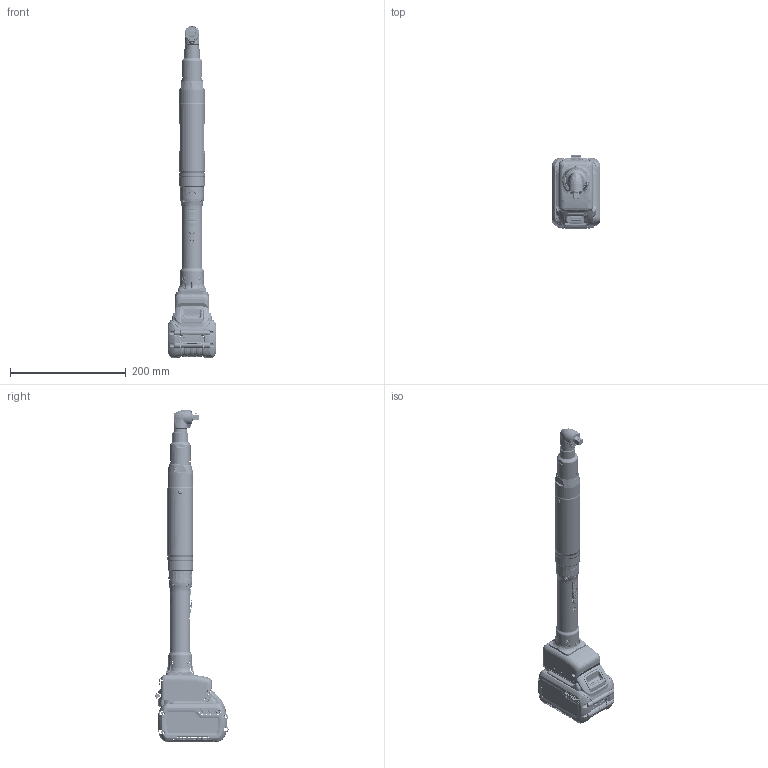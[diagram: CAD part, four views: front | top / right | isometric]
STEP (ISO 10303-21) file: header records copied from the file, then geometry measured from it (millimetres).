
FILE_DESCRIPTION((''),'2;1');
FILE_NAME('B33LA13-14','2018-08-08T',('TAS0721'),(''),'PRO/ENGINEER BY PARAMETRIC TECHNOLOGY CORPORATION, 2016360','PRO/ENGINEER BY PARAMETRIC TECHNOLOGY CORPORATION, 2016360','');
FILE_SCHEMA(('CONFIG_CONTROL_DESIGN'));
Length unit declared in the file: inch
Products named in the file (1): B33LA13-14
Bounding box: 82 x 126.5 x 574.44 mm (x, y, z)
Surface area: 264428.9 mm2 (no closed solid volume)
Topology: 0 solids, 753 shells, 3374 faces, 17530 edges, 14577 vertices
Faces by surface type: cylinder 1003, plane 894, bspline 886, cone 300, torus 171, extrusion 115, sphere 5
Entity records: 263160 total; most frequent: CARTESIAN_POINT 146934, ORIENTED_EDGE 22044, DIRECTION 18092, EDGE_CURVE 17523, VERTEX_POINT 14577, B_SPLINE_CURVE_WITH_KNOTS 7682, VECTOR 6796, LINE 6681
